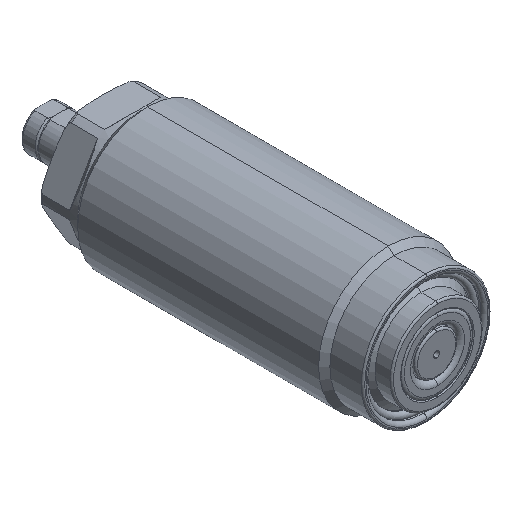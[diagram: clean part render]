
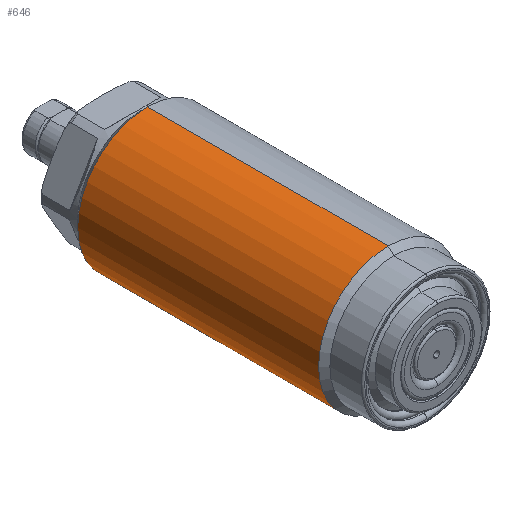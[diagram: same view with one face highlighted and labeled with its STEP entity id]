
A CAD part, isometric view. The second image highlights one B-rep face of the part: STEP entity #646.
In plain terms, the highlighted cylindrical face has radius 8 mm (diameter 16 mm), a partial arc.
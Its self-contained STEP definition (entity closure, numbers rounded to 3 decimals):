
#312=CYLINDRICAL_SURFACE('',#2900,8.);
#369=LINE('',#4372,#473);
#370=LINE('',#4373,#474);
#473=VECTOR('',#3364,1.);
#474=VECTOR('',#3365,1.);
#646=ADVANCED_FACE('',(#857),#312,.T.);
#857=FACE_OUTER_BOUND('',#1026,.T.);
#1026=EDGE_LOOP('',(#1569,#1570,#1571,#1572));
#1569=ORIENTED_EDGE('',*,*,#2193,.F.);
#1570=ORIENTED_EDGE('',*,*,#2306,.T.);
#1571=ORIENTED_EDGE('',*,*,#2194,.T.);
#1572=ORIENTED_EDGE('',*,*,#2307,.F.);
#1924=VERTEX_POINT('',#4364);
#1925=VERTEX_POINT('',#4366);
#1926=VERTEX_POINT('',#4370);
#1927=VERTEX_POINT('',#4371);
#2193=EDGE_CURVE('',#1927,#1925,#369,.T.);
#2194=EDGE_CURVE('',#1926,#1924,#370,.T.);
#2306=EDGE_CURVE('',#1927,#1926,#2568,.T.);
#2307=EDGE_CURVE('',#1925,#1924,#2569,.T.);
#2568=CIRCLE('',#2897,8.);
#2569=CIRCLE('',#2899,8.);
#2897=AXIS2_PLACEMENT_3D('',#4769,#3656,#3657);
#2899=AXIS2_PLACEMENT_3D('',#4771,#3660,#3661);
#2900=AXIS2_PLACEMENT_3D('',#4772,#3662,#3663);
#3364=DIRECTION('',(0.,1.,0.));
#3365=DIRECTION('',(0.,1.,0.));
#3656=DIRECTION('',(0.,1.,0.));
#3657=DIRECTION('',(0.,0.,1.));
#3660=DIRECTION('',(0.,1.,0.));
#3661=DIRECTION('',(0.,0.,1.));
#3662=DIRECTION('',(0.,1.,0.));
#3663=DIRECTION('',(0.,0.,-1.));
#4364=CARTESIAN_POINT('',(0.,33.8,8.));
#4366=CARTESIAN_POINT('',(0.,33.8,-8.));
#4370=CARTESIAN_POINT('',(0.,6.15,8.));
#4371=CARTESIAN_POINT('',(0.,6.15,-8.));
#4372=CARTESIAN_POINT('',(0.,51.25,-8.));
#4373=CARTESIAN_POINT('',(0.,51.25,8.));
#4769=CARTESIAN_POINT('',(0.,6.15,0.));
#4771=CARTESIAN_POINT('',(0.,33.8,0.));
#4772=CARTESIAN_POINT('',(0.,51.25,0.));
